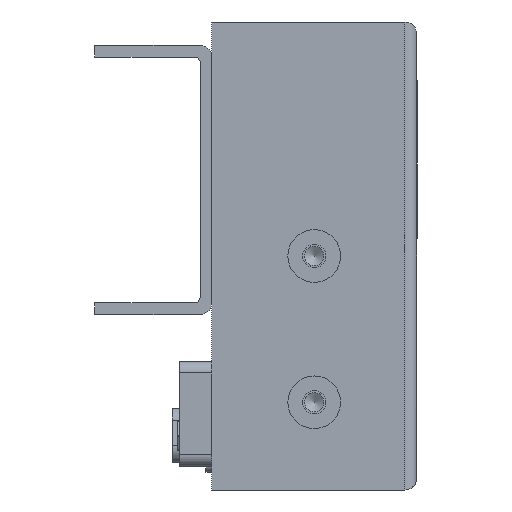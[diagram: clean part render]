
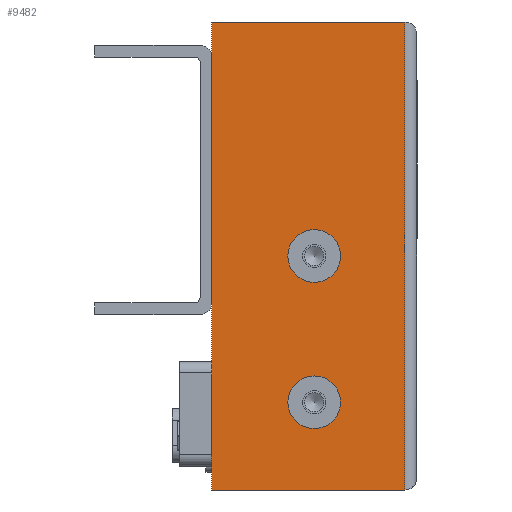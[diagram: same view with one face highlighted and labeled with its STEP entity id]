
A CAD part, left-side view. The second image highlights one B-rep face of the part: STEP entity #9482.
In plain terms, the highlighted face is planar.
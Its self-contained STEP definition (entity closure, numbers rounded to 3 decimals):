
#4236=CIRCLE('',#8963,4.5);
#4237=CIRCLE('',#8964,4.5);
#4461=ORIENTED_EDGE('',*,*,#5859,.T.);
#4462=ORIENTED_EDGE('',*,*,#5858,.F.);
#4463=ORIENTED_EDGE('',*,*,#5846,.F.);
#4464=ORIENTED_EDGE('',*,*,#5851,.T.);
#4465=ORIENTED_EDGE('',*,*,#5860,.F.);
#4466=ORIENTED_EDGE('',*,*,#5861,.F.);
#5205=VECTOR('',#7009,1.);
#5210=VECTOR('',#7016,1.);
#5215=VECTOR('',#7029,1.);
#5216=VECTOR('',#7032,1.);
#5373=LINE('',#8050,#5205);
#5378=LINE('',#8060,#5210);
#5383=LINE('',#8073,#5215);
#5384=LINE('',#8075,#5216);
#5541=VERTEX_POINT('',#8048);
#5542=VERTEX_POINT('',#8049);
#5546=VERTEX_POINT('',#8058);
#5550=VERTEX_POINT('',#8071);
#5551=VERTEX_POINT('',#8076);
#5552=VERTEX_POINT('',#8078);
#5846=EDGE_CURVE('',#5541,#5542,#5373,.T.);
#5851=EDGE_CURVE('',#5541,#5546,#5378,.T.);
#5858=EDGE_CURVE('',#5542,#5550,#5383,.T.);
#5859=EDGE_CURVE('',#5546,#5550,#5384,.T.);
#5860=EDGE_CURVE('',#5551,#5551,#4236,.T.);
#5861=EDGE_CURVE('',#5552,#5552,#4237,.T.);
#6233=EDGE_LOOP('',(#4461,#4462,#4463,#4464));
#6234=EDGE_LOOP('',(#4465));
#6235=EDGE_LOOP('',(#4466));
#6621=FACE_BOUND('',#6233,.T.);
#6622=FACE_BOUND('',#6234,.T.);
#6623=FACE_BOUND('',#6235,.T.);
#7009=DIRECTION('',(-80.,0.,0.));
#7016=DIRECTION('',(0.,0.,-33.));
#7029=DIRECTION('',(0.,0.,-33.));
#7030=DIRECTION('',(0.,1.,0.));
#7031=DIRECTION('',(1.,0.,0.));
#7032=DIRECTION('',(-80.,0.,0.));
#7033=DIRECTION('',(0.,1.,0.));
#7034=DIRECTION('',(0.,0.,4.5));
#7035=DIRECTION('',(0.,1.,0.));
#7036=DIRECTION('',(0.,0.,4.5));
#8048=CARTESIAN_POINT('',(0.,0.,0.));
#8049=CARTESIAN_POINT('',(-80.,0.,0.));
#8050=CARTESIAN_POINT('',(0.,0.,0.));
#8058=CARTESIAN_POINT('',(0.,0.,-33.));
#8060=CARTESIAN_POINT('',(0.,0.,0.));
#8071=CARTESIAN_POINT('',(-80.,0.,-33.));
#8073=CARTESIAN_POINT('',(-80.,0.,0.));
#8074=CARTESIAN_POINT('',(0.,0.,-33.));
#8075=CARTESIAN_POINT('',(0.,0.,-33.));
#8076=CARTESIAN_POINT('',(-15.,0.,-13.));
#8077=CARTESIAN_POINT('',(-15.,0.,-17.5));
#8078=CARTESIAN_POINT('',(-40.,0.,-13.));
#8079=CARTESIAN_POINT('',(-40.,0.,-17.5));
#8962=AXIS2_PLACEMENT_3D('',#8074,#7030,#7031);
#8963=AXIS2_PLACEMENT_3D('',#8077,#7033,#7034);
#8964=AXIS2_PLACEMENT_3D('',#8079,#7035,#7036);
#9396=PLANE('',#8962);
#9482=ADVANCED_FACE('',(#6621,#6622,#6623),#9396,.T.);
